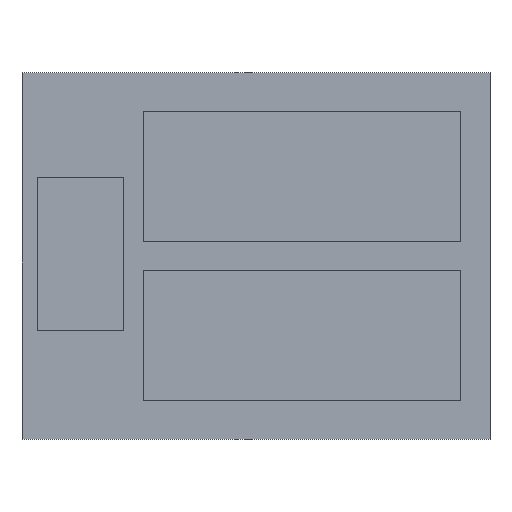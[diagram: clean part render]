
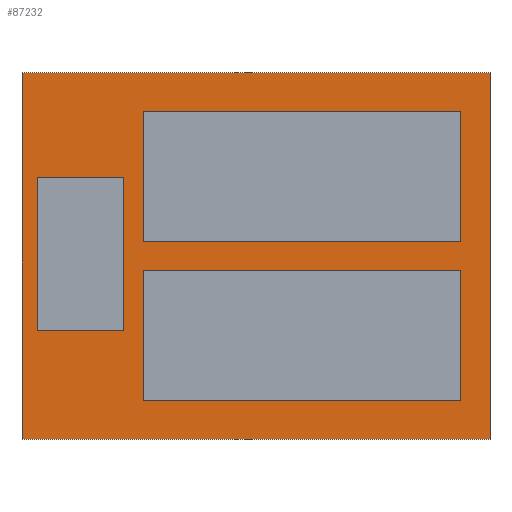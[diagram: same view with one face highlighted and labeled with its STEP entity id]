
A CAD part, top view. The second image highlights one B-rep face of the part: STEP entity #87232.
In plain terms, the highlighted planar face has unit normal (0, 0, 1).
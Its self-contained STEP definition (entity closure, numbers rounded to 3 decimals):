
#285 = ORIENTED_EDGE ( 'NONE', *, *, #14240, .T. ) ;
#411 = EDGE_CURVE ( 'NONE', #87546, #16515, #69992, .T. ) ;
#992 = ORIENTED_EDGE ( 'NONE', *, *, #40596, .F. ) ;
#1120 = FACE_BOUND ( 'NONE', #66815, .T. ) ;
#2007 = LINE ( 'NONE', #26237, #39201 ) ;
#2166 = LINE ( 'NONE', #86098, #55791 ) ;
#2560 = VERTEX_POINT ( 'NONE', #89462 ) ;
#3378 = ORIENTED_EDGE ( 'NONE', *, *, #69805, .T. ) ;
#4958 = CARTESIAN_POINT ( 'NONE',  ( 2.639, 0., 0.09 ) ) ;
#5126 = CARTESIAN_POINT ( 'NONE',  ( 3.02, 2.366, 0.09 ) ) ;
#6270 = VERTEX_POINT ( 'NONE', #56574 ) ;
#7890 = EDGE_LOOP ( 'NONE', ( #73911, #285, #13503, #34582 ) ) ;
#8375 = CARTESIAN_POINT ( 'NONE',  ( -3.02, 2.366, 0.09 ) ) ;
#8833 = LINE ( 'NONE', #49705, #43891 ) ;
#9030 = PLANE ( 'NONE',  #69270 ) ;
#9754 = CARTESIAN_POINT ( 'NONE',  ( -1.454, 0., 0.09 ) ) ;
#11350 = ORIENTED_EDGE ( 'NONE', *, *, #50194, .T. ) ;
#11690 = LINE ( 'NONE', #77339, #81867 ) ;
#11692 = VERTEX_POINT ( 'NONE', #51675 ) ;
#12409 = EDGE_CURVE ( 'NONE', #54609, #87269, #79131, .T. ) ;
#13503 = ORIENTED_EDGE ( 'NONE', *, *, #75532, .T. ) ;
#13714 = VECTOR ( 'NONE', #25733, 1000. ) ;
#13903 = CARTESIAN_POINT ( 'NONE',  ( 3.02, 2.366, 0.09 ) ) ;
#14240 = EDGE_CURVE ( 'NONE', #45351, #78030, #31574, .T. ) ;
#14512 = DIRECTION ( 'NONE',  ( 1., 0., 0. ) ) ;
#16060 = DIRECTION ( 'NONE',  ( 0., 0., 1. ) ) ;
#16515 = VERTEX_POINT ( 'NONE', #47985 ) ;
#17067 = VECTOR ( 'NONE', #69525, 1000. ) ;
#17516 = FACE_OUTER_BOUND ( 'NONE', #71799, .T. ) ;
#20034 = ORIENTED_EDGE ( 'NONE', *, *, #21834, .T. ) ;
#20200 = CARTESIAN_POINT ( 'NONE',  ( 0., -0.187, 0.09 ) ) ;
#21128 = CARTESIAN_POINT ( 'NONE',  ( 0., 0.187, 0.09 ) ) ;
#21223 = DIRECTION ( 'NONE',  ( 0., 1., 0. ) ) ;
#21834 = EDGE_CURVE ( 'NONE', #6270, #63093, #88142, .T. ) ;
#23224 = VERTEX_POINT ( 'NONE', #34411 ) ;
#24776 = EDGE_LOOP ( 'NONE', ( #53899, #76501, #79101, #3378 ) ) ;
#25733 = DIRECTION ( 'NONE',  ( 0., 1., 0. ) ) ;
#26237 = CARTESIAN_POINT ( 'NONE',  ( 0., 1.011, 0.09 ) ) ;
#27931 = LINE ( 'NONE', #67682, #13714 ) ;
#28982 = LINE ( 'NONE', #21128, #66239 ) ;
#30669 = ORIENTED_EDGE ( 'NONE', *, *, #51223, .F. ) ;
#30708 = CARTESIAN_POINT ( 'NONE',  ( -2.82, -0.966, 0.09 ) ) ;
#31574 = LINE ( 'NONE', #4958, #33803 ) ;
#32039 = EDGE_CURVE ( 'NONE', #43329, #89783, #2166, .T. ) ;
#32066 = VECTOR ( 'NONE', #77043, 1000. ) ;
#32133 = VECTOR ( 'NONE', #45694, 1000. ) ;
#32300 = CARTESIAN_POINT ( 'NONE',  ( 2.639, -0.187, 0.09 ) ) ;
#33083 = EDGE_CURVE ( 'NONE', #87269, #62350, #76550, .T. ) ;
#33281 = DIRECTION ( 'NONE',  ( 1., 0., 0. ) ) ;
#33757 = EDGE_CURVE ( 'NONE', #89783, #34843, #11690, .T. ) ;
#33803 = VECTOR ( 'NONE', #53862, 1000. ) ;
#34346 = EDGE_CURVE ( 'NONE', #16515, #45351, #37871, .T. ) ;
#34411 = CARTESIAN_POINT ( 'NONE',  ( -1.454, 0.187, 0.09 ) ) ;
#34582 = ORIENTED_EDGE ( 'NONE', *, *, #411, .T. ) ;
#34843 = VERTEX_POINT ( 'NONE', #5126 ) ;
#35441 = CARTESIAN_POINT ( 'NONE',  ( 2.639, -1.867, 0.09 ) ) ;
#35553 = DIRECTION ( 'NONE',  ( 1., 0., 0. ) ) ;
#36883 = ORIENTED_EDGE ( 'NONE', *, *, #50394, .T. ) ;
#37871 = LINE ( 'NONE', #20200, #17067 ) ;
#37878 = DIRECTION ( 'NONE',  ( 0., 1., 0. ) ) ;
#38303 = FACE_BOUND ( 'NONE', #7890, .T. ) ;
#38439 = ORIENTED_EDGE ( 'NONE', *, *, #32039, .F. ) ;
#38709 = VECTOR ( 'NONE', #83249, 1000. ) ;
#39201 = VECTOR ( 'NONE', #33281, 1000. ) ;
#40596 = EDGE_CURVE ( 'NONE', #62941, #43329, #8833, .T. ) ;
#42396 = CARTESIAN_POINT ( 'NONE',  ( 2.639, 0.187, 0.09 ) ) ;
#42998 = DIRECTION ( 'NONE',  ( -1., 0., 0. ) ) ;
#43329 = VERTEX_POINT ( 'NONE', #67822 ) ;
#43891 = VECTOR ( 'NONE', #42998, 1000. ) ;
#45351 = VERTEX_POINT ( 'NONE', #32300 ) ;
#45694 = DIRECTION ( 'NONE',  ( 0., -1., 0. ) ) ;
#47870 = CARTESIAN_POINT ( 'NONE',  ( 3.02, -2.366, 0.09 ) ) ;
#47985 = CARTESIAN_POINT ( 'NONE',  ( -1.454, -0.187, 0.09 ) ) ;
#49705 = CARTESIAN_POINT ( 'NONE',  ( 3.02, -2.366, 0.09 ) ) ;
#50194 = EDGE_CURVE ( 'NONE', #23224, #11692, #27931, .T. ) ;
#50394 = EDGE_CURVE ( 'NONE', #63093, #23224, #28982, .T. ) ;
#51223 = EDGE_CURVE ( 'NONE', #34843, #62941, #85872, .T. ) ;
#51675 = CARTESIAN_POINT ( 'NONE',  ( -1.454, 1.867, 0.09 ) ) ;
#51987 = EDGE_CURVE ( 'NONE', #11692, #6270, #84645, .T. ) ;
#53862 = DIRECTION ( 'NONE',  ( 0., -1., 0. ) ) ;
#53899 = ORIENTED_EDGE ( 'NONE', *, *, #12409, .T. ) ;
#54270 = DIRECTION ( 'NONE',  ( -1., 0., 0. ) ) ;
#54609 = VERTEX_POINT ( 'NONE', #63623 ) ;
#55791 = VECTOR ( 'NONE', #65175, 1000. ) ;
#56574 = CARTESIAN_POINT ( 'NONE',  ( 2.639, 1.867, 0.09 ) ) ;
#57982 = CARTESIAN_POINT ( 'NONE',  ( 0., 0., 0.09 ) ) ;
#58195 = VECTOR ( 'NONE', #54270, 1000. ) ;
#61890 = CARTESIAN_POINT ( 'NONE',  ( -1.454, -1.867, 0.09 ) ) ;
#62350 = VERTEX_POINT ( 'NONE', #65489 ) ;
#62941 = VERTEX_POINT ( 'NONE', #47870 ) ;
#63093 = VERTEX_POINT ( 'NONE', #42396 ) ;
#63150 = CARTESIAN_POINT ( 'NONE',  ( -2.82, 0., 0.09 ) ) ;
#63623 = CARTESIAN_POINT ( 'NONE',  ( -1.704, -0.966, 0.09 ) ) ;
#64590 = ORIENTED_EDGE ( 'NONE', *, *, #33757, .F. ) ;
#65051 = DIRECTION ( 'NONE',  ( 0., -1., 0. ) ) ;
#65175 = DIRECTION ( 'NONE',  ( 0., 1., 0. ) ) ;
#65414 = VECTOR ( 'NONE', #69915, 1000. ) ;
#65489 = CARTESIAN_POINT ( 'NONE',  ( -2.82, 1.011, 0.09 ) ) ;
#66239 = VECTOR ( 'NONE', #70124, 1000. ) ;
#66815 = EDGE_LOOP ( 'NONE', ( #36883, #11350, #75219, #20034 ) ) ;
#67682 = CARTESIAN_POINT ( 'NONE',  ( -1.454, 0., 0.09 ) ) ;
#67769 = VECTOR ( 'NONE', #37878, 1000. ) ;
#67822 = CARTESIAN_POINT ( 'NONE',  ( -3.02, -2.366, 0.09 ) ) ;
#69270 = AXIS2_PLACEMENT_3D ( 'NONE', #57982, #16060, #65051 ) ;
#69525 = DIRECTION ( 'NONE',  ( 1., 0., 0. ) ) ;
#69805 = EDGE_CURVE ( 'NONE', #2560, #54609, #76053, .T. ) ;
#69915 = DIRECTION ( 'NONE',  ( -1., 0., 0. ) ) ;
#69992 = LINE ( 'NONE', #9754, #67769 ) ;
#70124 = DIRECTION ( 'NONE',  ( -1., 0., 0. ) ) ;
#71799 = EDGE_LOOP ( 'NONE', ( #992, #30669, #64590, #38439 ) ) ;
#73911 = ORIENTED_EDGE ( 'NONE', *, *, #34346, .T. ) ;
#74965 = EDGE_CURVE ( 'NONE', #62350, #2560, #2007, .T. ) ;
#75219 = ORIENTED_EDGE ( 'NONE', *, *, #51987, .T. ) ;
#75532 = EDGE_CURVE ( 'NONE', #78030, #87546, #84134, .T. ) ;
#76053 = LINE ( 'NONE', #76183, #38709 ) ;
#76183 = CARTESIAN_POINT ( 'NONE',  ( -1.704, 0., 0.09 ) ) ;
#76501 = ORIENTED_EDGE ( 'NONE', *, *, #33083, .T. ) ;
#76550 = LINE ( 'NONE', #63150, #83131 ) ;
#77043 = DIRECTION ( 'NONE',  ( 0., -1., 0. ) ) ;
#77339 = CARTESIAN_POINT ( 'NONE',  ( -3.02, 2.366, 0.09 ) ) ;
#77549 = CARTESIAN_POINT ( 'NONE',  ( 0., 1.867, 0.09 ) ) ;
#78030 = VERTEX_POINT ( 'NONE', #35441 ) ;
#79101 = ORIENTED_EDGE ( 'NONE', *, *, #74965, .T. ) ;
#79131 = LINE ( 'NONE', #89370, #58195 ) ;
#80688 = CARTESIAN_POINT ( 'NONE',  ( 2.639, 0., 0.09 ) ) ;
#81867 = VECTOR ( 'NONE', #14512, 1000. ) ;
#82416 = VECTOR ( 'NONE', #35553, 1000. ) ;
#83131 = VECTOR ( 'NONE', #21223, 1000. ) ;
#83249 = DIRECTION ( 'NONE',  ( 0., -1., 0. ) ) ;
#84134 = LINE ( 'NONE', #90875, #65414 ) ;
#84645 = LINE ( 'NONE', #77549, #82416 ) ;
#85872 = LINE ( 'NONE', #13903, #32066 ) ;
#86098 = CARTESIAN_POINT ( 'NONE',  ( -3.02, -2.366, 0.09 ) ) ;
#87232 = ADVANCED_FACE ( 'NONE', ( #17516, #38303, #1120, #89958 ), #9030, .T. ) ;
#87269 = VERTEX_POINT ( 'NONE', #30708 ) ;
#87546 = VERTEX_POINT ( 'NONE', #61890 ) ;
#88142 = LINE ( 'NONE', #80688, #32133 ) ;
#89370 = CARTESIAN_POINT ( 'NONE',  ( 0., -0.966, 0.09 ) ) ;
#89462 = CARTESIAN_POINT ( 'NONE',  ( -1.704, 1.011, 0.09 ) ) ;
#89783 = VERTEX_POINT ( 'NONE', #8375 ) ;
#89958 = FACE_BOUND ( 'NONE', #24776, .T. ) ;
#90875 = CARTESIAN_POINT ( 'NONE',  ( 0., -1.867, 0.09 ) ) ;
